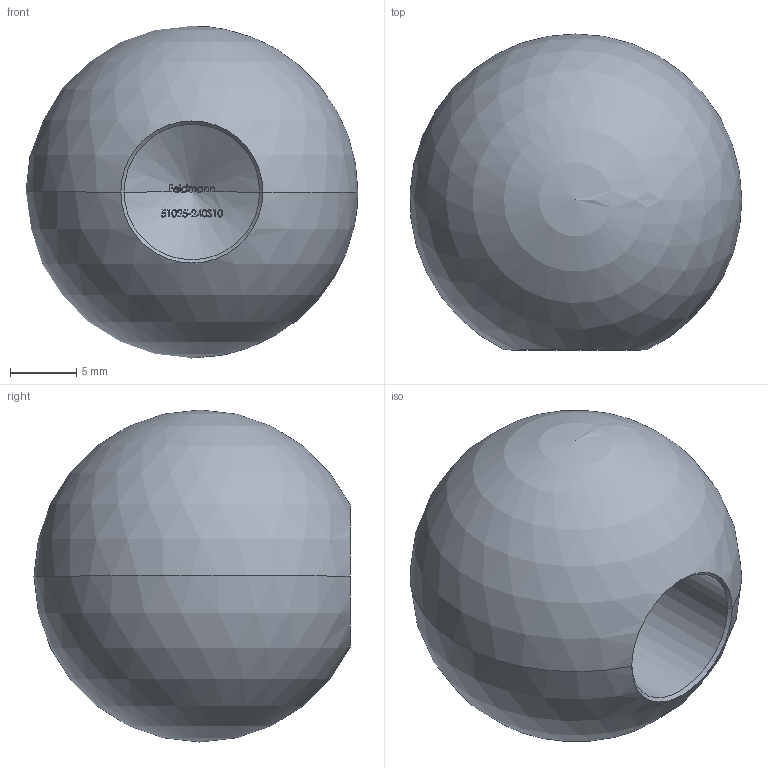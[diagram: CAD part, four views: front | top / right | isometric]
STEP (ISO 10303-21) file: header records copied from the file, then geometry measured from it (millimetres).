
FILE_DESCRIPTION (( 'STEP AP203' ), '1' );
FILE_NAME ('51025-240S10.step', '2019-03-29T09:42:04', ( '' ), ( '' ), 'SwSTEP 2.0', 'SolidWorks 2015', '' );
FILE_SCHEMA (( 'CONFIG_CONTROL_DESIGN' ));
Length unit declared in the file: millimetre
Products named in the file (1): 51025-240S10
Bounding box: 24.98 x 23.8 x 25 mm (x, y, z)
Volume: 6856.8 mm3; surface area: 2437.8 mm2
Topology: 1 solids, 1 shells, 269 faces, 725 edges, 473 vertices
Faces by surface type: bspline 118, plane 109, cone 38, cylinder 2, sphere 2
Entity records: 13518 total; most frequent: CARTESIAN_POINT 7961, ORIENTED_EDGE 1436, EDGE_CURVE 718, DIRECTION 590, VERTEX_POINT 470, B_SPLINE_CURVE_WITH_KNOTS 440, EDGE_LOOP 288, LINE 270
